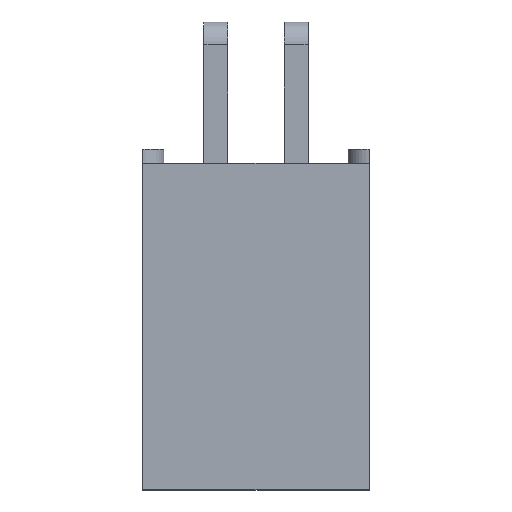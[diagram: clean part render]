
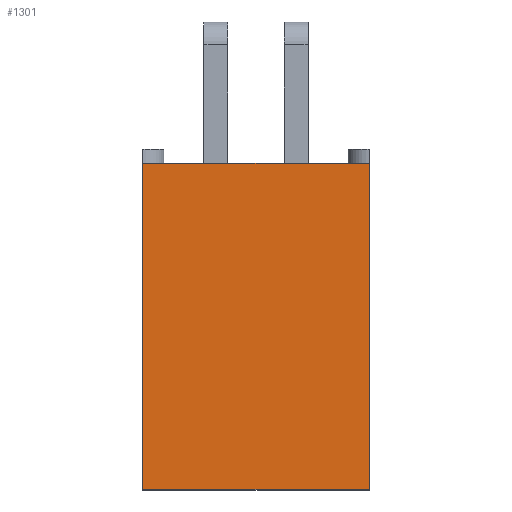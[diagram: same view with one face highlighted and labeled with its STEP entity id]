
A CAD part, top view. The second image highlights one B-rep face of the part: STEP entity #1301.
In plain terms, the highlighted planar face has unit normal (0, 0, 1).
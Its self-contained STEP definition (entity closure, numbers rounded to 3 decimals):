
#2 = DIRECTION ( 'NONE',  ( 1., 0., 0. ) ) ;
#115 = DIRECTION ( 'NONE',  ( 0., 0., -1. ) ) ;
#161 = CARTESIAN_POINT ( 'NONE',  ( -6.564, 11.5, 7.186 ) ) ;
#171 = VERTEX_POINT ( 'NONE', #1563 ) ;
#358 = EDGE_LOOP ( 'NONE', ( #1676, #911, #1852, #661 ) ) ;
#491 = EDGE_CURVE ( 'NONE', #171, #1374, #1870, .T. ) ;
#555 = EDGE_CURVE ( 'NONE', #1229, #171, #1442, .T. ) ;
#651 = CARTESIAN_POINT ( 'NONE',  ( -6.564, 0., 7.186 ) ) ;
#654 = CARTESIAN_POINT ( 'NONE',  ( -6.564, 11.5, 7.186 ) ) ;
#661 = ORIENTED_EDGE ( 'NONE', *, *, #1338, .T. ) ;
#744 = AXIS2_PLACEMENT_3D ( 'NONE', #767, #115, #1066 ) ;
#767 = CARTESIAN_POINT ( 'NONE',  ( -6.564, 11.5, 7.186 ) ) ;
#854 = VECTOR ( 'NONE', #1111, 1000. ) ;
#911 = ORIENTED_EDGE ( 'NONE', *, *, #491, .F. ) ;
#1002 = VECTOR ( 'NONE', #1352, 1000. ) ;
#1016 = VECTOR ( 'NONE', #2, 1000. ) ;
#1066 = DIRECTION ( 'NONE',  ( -1., 0., 0. ) ) ;
#1092 = CARTESIAN_POINT ( 'NONE',  ( 1.436, 0., 7.186 ) ) ;
#1111 = DIRECTION ( 'NONE',  ( 1., 0., 0. ) ) ;
#1229 = VERTEX_POINT ( 'NONE', #1539 ) ;
#1301 = ADVANCED_FACE ( 'NONE', ( #1380 ), #1673, .F. ) ;
#1338 = EDGE_CURVE ( 'NONE', #1229, #1404, #1773, .T. ) ;
#1352 = DIRECTION ( 'NONE',  ( 0., -1., 0. ) ) ;
#1367 = CARTESIAN_POINT ( 'NONE',  ( 1.436, 11.5, 7.186 ) ) ;
#1374 = VERTEX_POINT ( 'NONE', #1092 ) ;
#1380 = FACE_OUTER_BOUND ( 'NONE', #358, .T. ) ;
#1404 = VERTEX_POINT ( 'NONE', #1546 ) ;
#1442 = LINE ( 'NONE', #654, #1016 ) ;
#1539 = CARTESIAN_POINT ( 'NONE',  ( -6.564, 11.5, 7.186 ) ) ;
#1546 = CARTESIAN_POINT ( 'NONE',  ( -6.564, 0., 7.186 ) ) ;
#1563 = CARTESIAN_POINT ( 'NONE',  ( 1.436, 11.5, 7.186 ) ) ;
#1573 = LINE ( 'NONE', #651, #854 ) ;
#1673 = PLANE ( 'NONE',  #744 ) ;
#1676 = ORIENTED_EDGE ( 'NONE', *, *, #1918, .T. ) ;
#1773 = LINE ( 'NONE', #161, #1835 ) ;
#1835 = VECTOR ( 'NONE', #1878, 1000. ) ;
#1852 = ORIENTED_EDGE ( 'NONE', *, *, #555, .F. ) ;
#1870 = LINE ( 'NONE', #1367, #1002 ) ;
#1878 = DIRECTION ( 'NONE',  ( 0., -1., 0. ) ) ;
#1918 = EDGE_CURVE ( 'NONE', #1404, #1374, #1573, .T. ) ;
